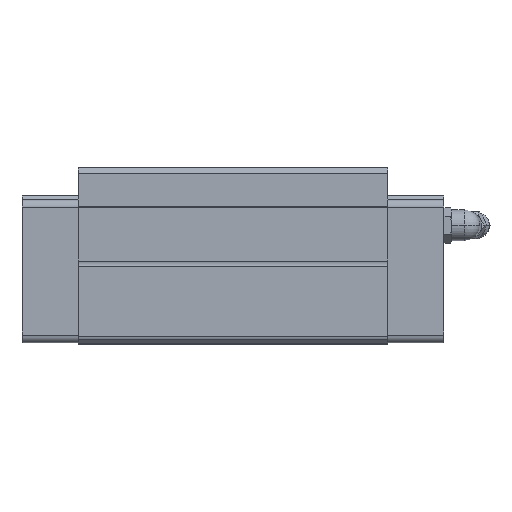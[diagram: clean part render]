
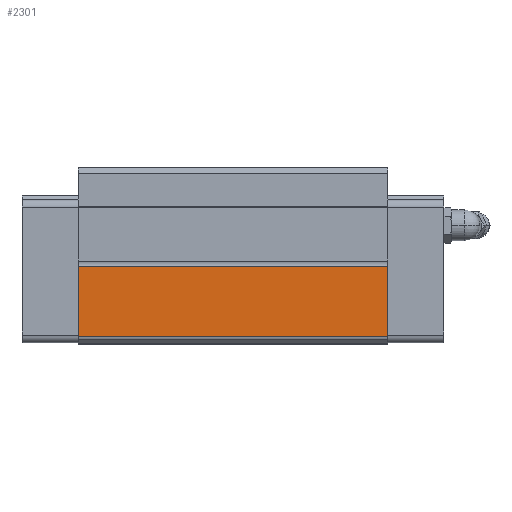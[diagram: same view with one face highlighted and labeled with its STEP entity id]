
A CAD part, left-side view. The second image highlights one B-rep face of the part: STEP entity #2301.
In plain terms, the highlighted planar face has unit normal (-1, 0, 0).
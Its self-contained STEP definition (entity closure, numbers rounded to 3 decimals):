
#111 = DIRECTION ( 'NONE',  ( 0., 0., -1. ) ) ;
#115 = EDGE_CURVE ( 'NONE', #4606, #3003, #5050, .T. ) ;
#132 = LINE ( 'NONE', #1893, #3486 ) ;
#177 = EDGE_LOOP ( 'NONE', ( #4210, #1072, #684, #1075 ) ) ;
#201 = EDGE_CURVE ( 'NONE', #4606, #1887, #132, .T. ) ;
#557 = PLANE ( 'NONE',  #4162 ) ;
#607 = CARTESIAN_POINT ( 'NONE',  ( -34.7, -40.4, 10.914 ) ) ;
#684 = ORIENTED_EDGE ( 'NONE', *, *, #115, .F. ) ;
#1066 = CARTESIAN_POINT ( 'NONE',  ( -34.7, 40.4, 29.307 ) ) ;
#1072 = ORIENTED_EDGE ( 'NONE', *, *, #1439, .F. ) ;
#1075 = ORIENTED_EDGE ( 'NONE', *, *, #201, .T. ) ;
#1229 = VECTOR ( 'NONE', #3300, 1000. ) ;
#1259 = CARTESIAN_POINT ( 'NONE',  ( -34.7, -40.4, 29.307 ) ) ;
#1439 = EDGE_CURVE ( 'NONE', #3003, #5407, #3100, .T. ) ;
#1459 = DIRECTION ( 'NONE',  ( 0., 1., 0. ) ) ;
#1887 = VERTEX_POINT ( 'NONE', #4314 ) ;
#1893 = CARTESIAN_POINT ( 'NONE',  ( -34.7, -40.4, 29.307 ) ) ;
#1948 = VECTOR ( 'NONE', #3613, 1000. ) ;
#1965 = CARTESIAN_POINT ( 'NONE',  ( -34.7, -40.4, 29.307 ) ) ;
#2301 = ADVANCED_FACE ( 'NONE', ( #4494 ), #557, .F. ) ;
#2307 = CARTESIAN_POINT ( 'NONE',  ( -34.7, -40.4, 29.307 ) ) ;
#2341 = DIRECTION ( 'NONE',  ( 0., 0., 1. ) ) ;
#2705 = CARTESIAN_POINT ( 'NONE',  ( -34.7, -40.4, 10.914 ) ) ;
#2754 = VECTOR ( 'NONE', #111, 1000. ) ;
#3003 = VERTEX_POINT ( 'NONE', #607 ) ;
#3061 = EDGE_CURVE ( 'NONE', #1887, #5407, #3737, .T. ) ;
#3100 = LINE ( 'NONE', #2705, #1948 ) ;
#3217 = DIRECTION ( 'NONE',  ( 1., 0., 0. ) ) ;
#3300 = DIRECTION ( 'NONE',  ( 0., 0., -1. ) ) ;
#3486 = VECTOR ( 'NONE', #1459, 1000. ) ;
#3613 = DIRECTION ( 'NONE',  ( 0., 1., 0. ) ) ;
#3737 = LINE ( 'NONE', #1066, #1229 ) ;
#4162 = AXIS2_PLACEMENT_3D ( 'NONE', #2307, #3217, #2341 ) ;
#4210 = ORIENTED_EDGE ( 'NONE', *, *, #3061, .T. ) ;
#4314 = CARTESIAN_POINT ( 'NONE',  ( -34.7, 40.4, 29.307 ) ) ;
#4494 = FACE_OUTER_BOUND ( 'NONE', #177, .T. ) ;
#4606 = VERTEX_POINT ( 'NONE', #1259 ) ;
#4878 = CARTESIAN_POINT ( 'NONE',  ( -34.7, 40.4, 10.914 ) ) ;
#5050 = LINE ( 'NONE', #1965, #2754 ) ;
#5407 = VERTEX_POINT ( 'NONE', #4878 ) ;
